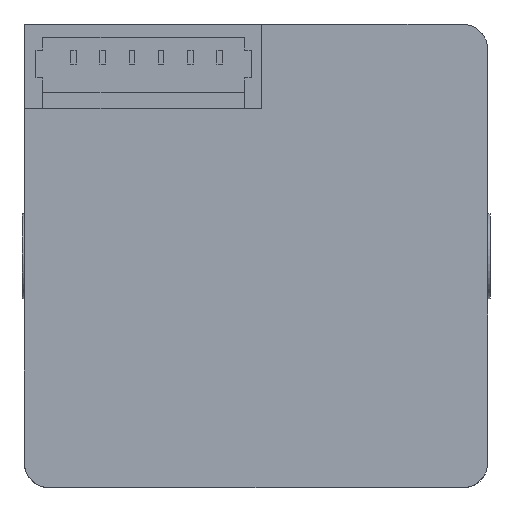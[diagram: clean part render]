
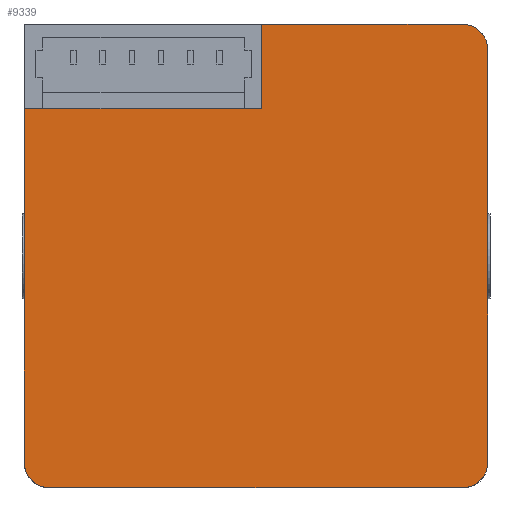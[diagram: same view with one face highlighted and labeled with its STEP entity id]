
A CAD part, top view. The second image highlights one B-rep face of the part: STEP entity #9339.
In plain terms, the highlighted planar face has unit normal (0, 0, 1).
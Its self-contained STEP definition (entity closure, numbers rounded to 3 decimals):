
#147=CIRCLE('',#9884,1.);
#149=CIRCLE('',#9888,1.);
#151=CIRCLE('',#9892,1.);
#1164=FACE_OUTER_BOUND('',#1693,.T.);
#1693=EDGE_LOOP('',(#6280,#6281,#6282,#6283,#6284,#6285,#6286,#6287,#6288));
#2239=LINE('',#14141,#2991);
#2244=LINE('',#14155,#2996);
#2248=LINE('',#14167,#3000);
#2252=LINE('',#14179,#3004);
#2255=LINE('',#14185,#3007);
#2258=LINE('',#14190,#3010);
#2991=VECTOR('',#11087,10.);
#2996=VECTOR('',#11100,10.);
#3000=VECTOR('',#11112,10.);
#3004=VECTOR('',#11124,10.);
#3007=VECTOR('',#11129,10.);
#3010=VECTOR('',#11134,10.);
#3731=VERTEX_POINT('',#14139);
#3732=VERTEX_POINT('',#14140);
#3735=VERTEX_POINT('',#14148);
#3737=VERTEX_POINT('',#14154);
#3739=VERTEX_POINT('',#14160);
#3741=VERTEX_POINT('',#14166);
#3743=VERTEX_POINT('',#14172);
#3745=VERTEX_POINT('',#14178);
#3747=VERTEX_POINT('',#14184);
#4724=EDGE_CURVE('',#3731,#3732,#2239,.T.);
#4728=EDGE_CURVE('',#3732,#3735,#147,.T.);
#4731=EDGE_CURVE('',#3735,#3737,#2244,.T.);
#4734=EDGE_CURVE('',#3737,#3739,#149,.T.);
#4737=EDGE_CURVE('',#3739,#3741,#2248,.T.);
#4740=EDGE_CURVE('',#3741,#3743,#151,.T.);
#4743=EDGE_CURVE('',#3743,#3745,#2252,.T.);
#4746=EDGE_CURVE('',#3745,#3747,#2255,.T.);
#4749=EDGE_CURVE('',#3747,#3731,#2258,.T.);
#6280=ORIENTED_EDGE('',*,*,#4749,.T.);
#6281=ORIENTED_EDGE('',*,*,#4724,.T.);
#6282=ORIENTED_EDGE('',*,*,#4728,.T.);
#6283=ORIENTED_EDGE('',*,*,#4731,.T.);
#6284=ORIENTED_EDGE('',*,*,#4734,.T.);
#6285=ORIENTED_EDGE('',*,*,#4737,.T.);
#6286=ORIENTED_EDGE('',*,*,#4740,.T.);
#6287=ORIENTED_EDGE('',*,*,#4743,.T.);
#6288=ORIENTED_EDGE('',*,*,#4746,.T.);
#9164=PLANE('',#9897);
#9339=ADVANCED_FACE('',(#1164),#9164,.T.);
#9884=AXIS2_PLACEMENT_3D('',#14149,#11093,#11094);
#9888=AXIS2_PLACEMENT_3D('',#14161,#11105,#11106);
#9892=AXIS2_PLACEMENT_3D('',#14173,#11117,#11118);
#9897=AXIS2_PLACEMENT_3D('',#14192,#11136,#11137);
#11087=DIRECTION('',(0.,-1.,0.));
#11093=DIRECTION('center_axis',(0.,0.,1.));
#11094=DIRECTION('ref_axis',(-1.,0.,0.));
#11100=DIRECTION('',(1.,0.,0.));
#11105=DIRECTION('center_axis',(0.,0.,1.));
#11106=DIRECTION('ref_axis',(0.,-1.,0.));
#11112=DIRECTION('',(0.,1.,0.));
#11117=DIRECTION('center_axis',(0.,0.,1.));
#11118=DIRECTION('ref_axis',(1.,0.,0.));
#11124=DIRECTION('',(-1.,0.,0.));
#11129=DIRECTION('',(0.,-1.,0.));
#11134=DIRECTION('',(-1.,0.,0.));
#11136=DIRECTION('center_axis',(0.,0.,1.));
#11137=DIRECTION('ref_axis',(1.,0.,0.));
#14139=CARTESIAN_POINT('',(0.,15.544,0.));
#14140=CARTESIAN_POINT('',(0.,1.,0.));
#14141=CARTESIAN_POINT('',(0.,19.,0.));
#14148=CARTESIAN_POINT('',(1.,0.,0.));
#14149=CARTESIAN_POINT('Origin',(1.,1.,0.));
#14154=CARTESIAN_POINT('',(18.,0.,0.));
#14155=CARTESIAN_POINT('',(1.,0.,0.));
#14160=CARTESIAN_POINT('',(19.,1.,0.));
#14161=CARTESIAN_POINT('Origin',(18.,1.,0.));
#14166=CARTESIAN_POINT('',(19.,18.,0.));
#14167=CARTESIAN_POINT('',(19.,1.,0.));
#14172=CARTESIAN_POINT('',(18.,19.,0.));
#14173=CARTESIAN_POINT('Origin',(18.,18.,0.));
#14178=CARTESIAN_POINT('',(9.726,19.,0.));
#14179=CARTESIAN_POINT('',(18.,19.,0.));
#14184=CARTESIAN_POINT('',(9.726,15.544,0.));
#14185=CARTESIAN_POINT('',(9.726,19.,0.));
#14190=CARTESIAN_POINT('',(9.726,15.544,0.));
#14192=CARTESIAN_POINT('Origin',(9.5,9.5,0.));
